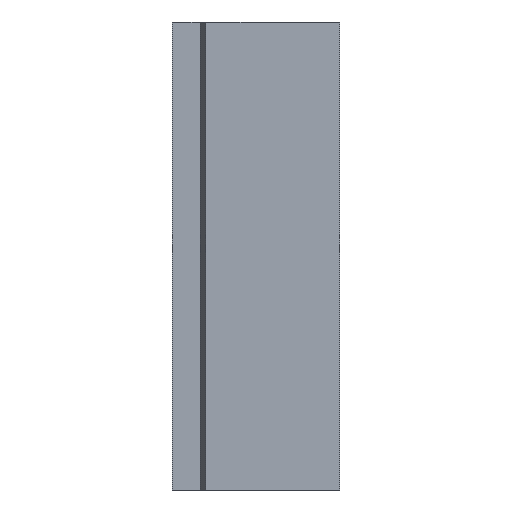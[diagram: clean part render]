
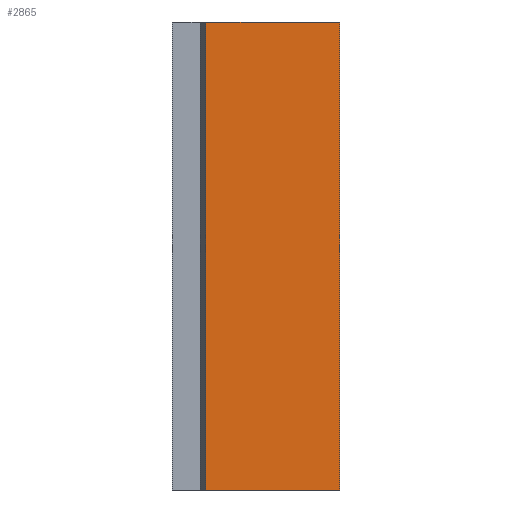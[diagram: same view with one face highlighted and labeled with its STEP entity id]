
A CAD part, left-side view. The second image highlights one B-rep face of the part: STEP entity #2865.
In plain terms, the highlighted planar face has unit normal (-1, 0, 0).
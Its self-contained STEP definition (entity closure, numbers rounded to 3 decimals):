
#181 = CARTESIAN_POINT ( 'NONE',  ( -49., 0., 0. ) ) ;
#350 = DIRECTION ( 'NONE',  ( 0., 0., -1. ) ) ;
#373 = LINE ( 'NONE', #2473, #1932 ) ;
#459 = CARTESIAN_POINT ( 'NONE',  ( -49., 0., 98. ) ) ;
#539 = CARTESIAN_POINT ( 'NONE',  ( -49., 28.012, 98. ) ) ;
#594 = DIRECTION ( 'NONE',  ( 1., 0., 0. ) ) ;
#638 = CARTESIAN_POINT ( 'NONE',  ( -49., 0., 98. ) ) ;
#686 = ORIENTED_EDGE ( 'NONE', *, *, #1816, .T. ) ;
#797 = CARTESIAN_POINT ( 'NONE',  ( -49., 28.012, 0. ) ) ;
#862 = LINE ( 'NONE', #2985, #1753 ) ;
#863 = VERTEX_POINT ( 'NONE', #181 ) ;
#877 = VECTOR ( 'NONE', #350, 1000. ) ;
#914 = DIRECTION ( 'NONE',  ( 0., 0., -1. ) ) ;
#980 = VERTEX_POINT ( 'NONE', #797 ) ;
#1104 = CARTESIAN_POINT ( 'NONE',  ( -49., 28.012, 98. ) ) ;
#1207 = CARTESIAN_POINT ( 'NONE',  ( -49., 28.012, 98. ) ) ;
#1404 = VECTOR ( 'NONE', #914, 1000. ) ;
#1497 = FACE_OUTER_BOUND ( 'NONE', #3679, .T. ) ;
#1513 = LINE ( 'NONE', #1207, #1404 ) ;
#1565 = AXIS2_PLACEMENT_3D ( 'NONE', #539, #594, #3205 ) ;
#1753 = VECTOR ( 'NONE', #1767, 1000. ) ;
#1767 = DIRECTION ( 'NONE',  ( 0., -1., 0. ) ) ;
#1816 = EDGE_CURVE ( 'NONE', #3486, #980, #1513, .T. ) ;
#1932 = VECTOR ( 'NONE', #3678, 1000. ) ;
#2083 = PLANE ( 'NONE',  #1565 ) ;
#2280 = ORIENTED_EDGE ( 'NONE', *, *, #3389, .F. ) ;
#2293 = ORIENTED_EDGE ( 'NONE', *, *, #2850, .F. ) ;
#2340 = ORIENTED_EDGE ( 'NONE', *, *, #2944, .T. ) ;
#2473 = CARTESIAN_POINT ( 'NONE',  ( -49., 28.012, 0. ) ) ;
#2666 = VERTEX_POINT ( 'NONE', #459 ) ;
#2850 = EDGE_CURVE ( 'NONE', #3486, #2666, #862, .T. ) ;
#2865 = ADVANCED_FACE ( 'NONE', ( #1497 ), #2083, .F. ) ;
#2944 = EDGE_CURVE ( 'NONE', #980, #863, #373, .T. ) ;
#2985 = CARTESIAN_POINT ( 'NONE',  ( -49., 28.012, 98. ) ) ;
#3205 = DIRECTION ( 'NONE',  ( 0., 1., 0. ) ) ;
#3326 = LINE ( 'NONE', #638, #877 ) ;
#3389 = EDGE_CURVE ( 'NONE', #2666, #863, #3326, .T. ) ;
#3486 = VERTEX_POINT ( 'NONE', #1104 ) ;
#3678 = DIRECTION ( 'NONE',  ( 0., -1., 0. ) ) ;
#3679 = EDGE_LOOP ( 'NONE', ( #2340, #2280, #2293, #686 ) ) ;
